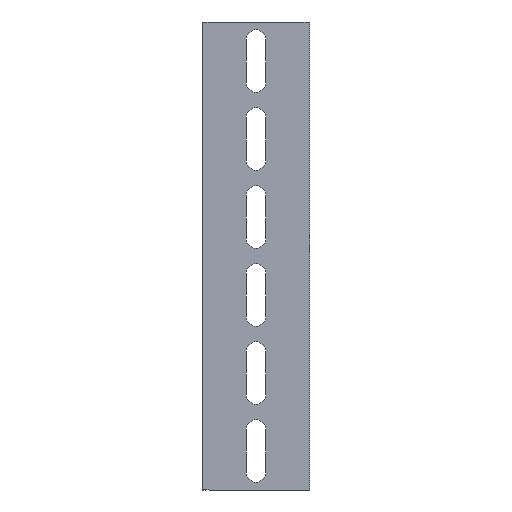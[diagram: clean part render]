
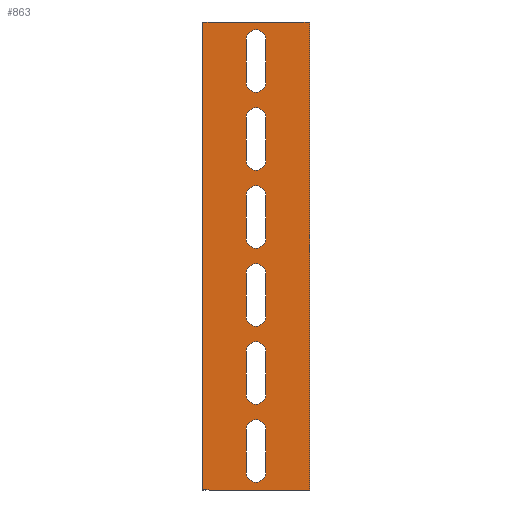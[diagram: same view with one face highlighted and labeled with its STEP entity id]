
A CAD part, front view. The second image highlights one B-rep face of the part: STEP entity #863.
In plain terms, the highlighted planar face has unit normal (0, -1, 0).
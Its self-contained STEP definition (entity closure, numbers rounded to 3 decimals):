
#26=FACE_BOUND('',#105,.T.);
#27=FACE_BOUND('',#106,.T.);
#28=FACE_BOUND('',#107,.T.);
#29=FACE_BOUND('',#108,.T.);
#30=FACE_BOUND('',#109,.T.);
#31=FACE_BOUND('',#110,.T.);
#38=CIRCLE('',#929,5.);
#39=CIRCLE('',#930,5.);
#40=CIRCLE('',#931,5.);
#41=CIRCLE('',#932,5.);
#42=CIRCLE('',#933,5.);
#43=CIRCLE('',#934,5.);
#44=CIRCLE('',#935,5.);
#45=CIRCLE('',#936,5.);
#46=CIRCLE('',#937,5.);
#47=CIRCLE('',#938,5.);
#48=CIRCLE('',#939,5.);
#49=CIRCLE('',#940,5.);
#62=FACE_OUTER_BOUND('',#104,.T.);
#104=EDGE_LOOP('',(#550,#551,#552,#553,#554,#555,#556,#557));
#105=EDGE_LOOP('',(#558,#559,#560,#561));
#106=EDGE_LOOP('',(#562,#563,#564,#565));
#107=EDGE_LOOP('',(#566,#567,#568,#569));
#108=EDGE_LOOP('',(#570,#571,#572,#573));
#109=EDGE_LOOP('',(#574,#575,#576,#577));
#110=EDGE_LOOP('',(#578,#579,#580,#581));
#158=LINE('',#1228,#254);
#159=LINE('',#1230,#255);
#160=LINE('',#1232,#256);
#161=LINE('',#1234,#257);
#162=LINE('',#1236,#258);
#163=LINE('',#1238,#259);
#164=LINE('',#1240,#260);
#165=LINE('',#1241,#261);
#166=LINE('',#1246,#262);
#167=LINE('',#1249,#263);
#168=LINE('',#1254,#264);
#169=LINE('',#1257,#265);
#170=LINE('',#1262,#266);
#171=LINE('',#1265,#267);
#172=LINE('',#1270,#268);
#173=LINE('',#1273,#269);
#174=LINE('',#1278,#270);
#175=LINE('',#1281,#271);
#176=LINE('',#1286,#272);
#177=LINE('',#1289,#273);
#254=VECTOR('',#998,10.);
#255=VECTOR('',#999,10.);
#256=VECTOR('',#1000,10.);
#257=VECTOR('',#1001,10.);
#258=VECTOR('',#1002,10.);
#259=VECTOR('',#1003,10.);
#260=VECTOR('',#1004,10.);
#261=VECTOR('',#1005,10.);
#262=VECTOR('',#1008,10.);
#263=VECTOR('',#1011,10.);
#264=VECTOR('',#1014,10.);
#265=VECTOR('',#1017,10.);
#266=VECTOR('',#1020,10.);
#267=VECTOR('',#1023,10.);
#268=VECTOR('',#1026,10.);
#269=VECTOR('',#1029,10.);
#270=VECTOR('',#1032,10.);
#271=VECTOR('',#1035,10.);
#272=VECTOR('',#1038,10.);
#273=VECTOR('',#1041,10.);
#350=VERTEX_POINT('',#1226);
#351=VERTEX_POINT('',#1227);
#352=VERTEX_POINT('',#1229);
#353=VERTEX_POINT('',#1231);
#354=VERTEX_POINT('',#1233);
#355=VERTEX_POINT('',#1235);
#356=VERTEX_POINT('',#1237);
#357=VERTEX_POINT('',#1239);
#358=VERTEX_POINT('',#1242);
#359=VERTEX_POINT('',#1243);
#360=VERTEX_POINT('',#1245);
#361=VERTEX_POINT('',#1247);
#362=VERTEX_POINT('',#1250);
#363=VERTEX_POINT('',#1251);
#364=VERTEX_POINT('',#1253);
#365=VERTEX_POINT('',#1255);
#366=VERTEX_POINT('',#1258);
#367=VERTEX_POINT('',#1259);
#368=VERTEX_POINT('',#1261);
#369=VERTEX_POINT('',#1263);
#370=VERTEX_POINT('',#1266);
#371=VERTEX_POINT('',#1267);
#372=VERTEX_POINT('',#1269);
#373=VERTEX_POINT('',#1271);
#374=VERTEX_POINT('',#1274);
#375=VERTEX_POINT('',#1275);
#376=VERTEX_POINT('',#1277);
#377=VERTEX_POINT('',#1279);
#378=VERTEX_POINT('',#1282);
#379=VERTEX_POINT('',#1283);
#380=VERTEX_POINT('',#1285);
#381=VERTEX_POINT('',#1287);
#430=EDGE_CURVE('',#350,#351,#158,.T.);
#431=EDGE_CURVE('',#350,#352,#159,.T.);
#432=EDGE_CURVE('',#353,#352,#160,.T.);
#433=EDGE_CURVE('',#354,#353,#161,.T.);
#434=EDGE_CURVE('',#355,#354,#162,.T.);
#435=EDGE_CURVE('',#355,#356,#163,.T.);
#436=EDGE_CURVE('',#357,#356,#164,.T.);
#437=EDGE_CURVE('',#351,#357,#165,.T.);
#438=EDGE_CURVE('',#358,#359,#38,.T.);
#439=EDGE_CURVE('',#359,#360,#166,.T.);
#440=EDGE_CURVE('',#360,#361,#39,.T.);
#441=EDGE_CURVE('',#361,#358,#167,.T.);
#442=EDGE_CURVE('',#362,#363,#40,.T.);
#443=EDGE_CURVE('',#363,#364,#168,.T.);
#444=EDGE_CURVE('',#364,#365,#41,.T.);
#445=EDGE_CURVE('',#365,#362,#169,.T.);
#446=EDGE_CURVE('',#366,#367,#42,.T.);
#447=EDGE_CURVE('',#367,#368,#170,.T.);
#448=EDGE_CURVE('',#368,#369,#43,.T.);
#449=EDGE_CURVE('',#369,#366,#171,.T.);
#450=EDGE_CURVE('',#370,#371,#44,.T.);
#451=EDGE_CURVE('',#371,#372,#172,.T.);
#452=EDGE_CURVE('',#372,#373,#45,.T.);
#453=EDGE_CURVE('',#373,#370,#173,.T.);
#454=EDGE_CURVE('',#374,#375,#46,.T.);
#455=EDGE_CURVE('',#375,#376,#174,.T.);
#456=EDGE_CURVE('',#376,#377,#47,.T.);
#457=EDGE_CURVE('',#377,#374,#175,.T.);
#458=EDGE_CURVE('',#378,#379,#48,.T.);
#459=EDGE_CURVE('',#379,#380,#176,.T.);
#460=EDGE_CURVE('',#380,#381,#49,.T.);
#461=EDGE_CURVE('',#381,#378,#177,.T.);
#550=ORIENTED_EDGE('',*,*,#430,.F.);
#551=ORIENTED_EDGE('',*,*,#431,.T.);
#552=ORIENTED_EDGE('',*,*,#432,.F.);
#553=ORIENTED_EDGE('',*,*,#433,.F.);
#554=ORIENTED_EDGE('',*,*,#434,.F.);
#555=ORIENTED_EDGE('',*,*,#435,.T.);
#556=ORIENTED_EDGE('',*,*,#436,.F.);
#557=ORIENTED_EDGE('',*,*,#437,.F.);
#558=ORIENTED_EDGE('',*,*,#438,.T.);
#559=ORIENTED_EDGE('',*,*,#439,.T.);
#560=ORIENTED_EDGE('',*,*,#440,.T.);
#561=ORIENTED_EDGE('',*,*,#441,.T.);
#562=ORIENTED_EDGE('',*,*,#442,.T.);
#563=ORIENTED_EDGE('',*,*,#443,.T.);
#564=ORIENTED_EDGE('',*,*,#444,.T.);
#565=ORIENTED_EDGE('',*,*,#445,.T.);
#566=ORIENTED_EDGE('',*,*,#446,.T.);
#567=ORIENTED_EDGE('',*,*,#447,.T.);
#568=ORIENTED_EDGE('',*,*,#448,.T.);
#569=ORIENTED_EDGE('',*,*,#449,.T.);
#570=ORIENTED_EDGE('',*,*,#450,.T.);
#571=ORIENTED_EDGE('',*,*,#451,.T.);
#572=ORIENTED_EDGE('',*,*,#452,.T.);
#573=ORIENTED_EDGE('',*,*,#453,.T.);
#574=ORIENTED_EDGE('',*,*,#454,.T.);
#575=ORIENTED_EDGE('',*,*,#455,.T.);
#576=ORIENTED_EDGE('',*,*,#456,.T.);
#577=ORIENTED_EDGE('',*,*,#457,.T.);
#578=ORIENTED_EDGE('',*,*,#458,.T.);
#579=ORIENTED_EDGE('',*,*,#459,.T.);
#580=ORIENTED_EDGE('',*,*,#460,.T.);
#581=ORIENTED_EDGE('',*,*,#461,.T.);
#790=PLANE('',#928);
#863=ADVANCED_FACE('',(#62,#26,#27,#28,#29,#30,#31),#790,.F.);
#928=AXIS2_PLACEMENT_3D('',#1225,#996,#997);
#929=AXIS2_PLACEMENT_3D('',#1244,#1006,#1007);
#930=AXIS2_PLACEMENT_3D('',#1248,#1009,#1010);
#931=AXIS2_PLACEMENT_3D('',#1252,#1012,#1013);
#932=AXIS2_PLACEMENT_3D('',#1256,#1015,#1016);
#933=AXIS2_PLACEMENT_3D('',#1260,#1018,#1019);
#934=AXIS2_PLACEMENT_3D('',#1264,#1021,#1022);
#935=AXIS2_PLACEMENT_3D('',#1268,#1024,#1025);
#936=AXIS2_PLACEMENT_3D('',#1272,#1027,#1028);
#937=AXIS2_PLACEMENT_3D('',#1276,#1030,#1031);
#938=AXIS2_PLACEMENT_3D('',#1280,#1033,#1034);
#939=AXIS2_PLACEMENT_3D('',#1284,#1036,#1037);
#940=AXIS2_PLACEMENT_3D('',#1288,#1039,#1040);
#996=DIRECTION('center_axis',(0.,1.,0.));
#997=DIRECTION('ref_axis',(0.,0.,1.));
#998=DIRECTION('',(-1.,0.,0.));
#999=DIRECTION('',(1.,0.,0.));
#1000=DIRECTION('',(-1.,0.,0.));
#1001=DIRECTION('',(0.,0.,-1.));
#1002=DIRECTION('',(1.,0.,0.));
#1003=DIRECTION('',(-1.,0.,0.));
#1004=DIRECTION('',(1.,0.,0.));
#1005=DIRECTION('',(0.,0.,1.));
#1006=DIRECTION('center_axis',(0.,1.,0.));
#1007=DIRECTION('ref_axis',(1.,0.,0.));
#1008=DIRECTION('',(0.,0.,1.));
#1009=DIRECTION('center_axis',(0.,1.,0.));
#1010=DIRECTION('ref_axis',(-1.,0.,0.));
#1011=DIRECTION('',(0.,0.,-1.));
#1012=DIRECTION('center_axis',(0.,1.,0.));
#1013=DIRECTION('ref_axis',(1.,0.,0.));
#1014=DIRECTION('',(0.,0.,1.));
#1015=DIRECTION('center_axis',(0.,1.,0.));
#1016=DIRECTION('ref_axis',(-1.,0.,0.));
#1017=DIRECTION('',(0.,0.,-1.));
#1018=DIRECTION('center_axis',(0.,1.,0.));
#1019=DIRECTION('ref_axis',(1.,0.,0.));
#1020=DIRECTION('',(0.,0.,1.));
#1021=DIRECTION('center_axis',(0.,1.,0.));
#1022=DIRECTION('ref_axis',(-1.,0.,0.));
#1023=DIRECTION('',(0.,0.,-1.));
#1024=DIRECTION('center_axis',(0.,1.,0.));
#1025=DIRECTION('ref_axis',(1.,0.,0.));
#1026=DIRECTION('',(0.,0.,1.));
#1027=DIRECTION('center_axis',(0.,1.,0.));
#1028=DIRECTION('ref_axis',(-1.,0.,0.));
#1029=DIRECTION('',(0.,0.,-1.));
#1030=DIRECTION('center_axis',(0.,1.,0.));
#1031=DIRECTION('ref_axis',(1.,0.,0.));
#1032=DIRECTION('',(0.,0.,1.));
#1033=DIRECTION('center_axis',(0.,1.,0.));
#1034=DIRECTION('ref_axis',(-1.,0.,0.));
#1035=DIRECTION('',(0.,0.,-1.));
#1036=DIRECTION('center_axis',(0.,1.,0.));
#1037=DIRECTION('ref_axis',(1.,0.,0.));
#1038=DIRECTION('',(0.,0.,1.));
#1039=DIRECTION('center_axis',(0.,1.,0.));
#1040=DIRECTION('ref_axis',(-1.,0.,0.));
#1041=DIRECTION('',(0.,0.,-1.));
#1225=CARTESIAN_POINT('Origin',(-54.603,0.,-120.));
#1226=CARTESIAN_POINT('',(-78.565,0.,-240.));
#1227=CARTESIAN_POINT('',(-82.065,0.,-240.));
#1228=CARTESIAN_POINT('',(-42.622,0.,-240.));
#1229=CARTESIAN_POINT('',(-30.641,0.,-240.));
#1230=CARTESIAN_POINT('',(-109.206,0.,-240.));
#1231=CARTESIAN_POINT('',(-27.141,0.,-240.));
#1232=CARTESIAN_POINT('',(-42.622,0.,-240.));
#1233=CARTESIAN_POINT('',(-27.141,0.,0.));
#1234=CARTESIAN_POINT('',(-27.141,0.,-120.));
#1235=CARTESIAN_POINT('',(-30.641,0.,0.));
#1236=CARTESIAN_POINT('',(-39.497,0.,0.));
#1237=CARTESIAN_POINT('',(-78.565,0.,0.));
#1238=CARTESIAN_POINT('',(0.,0.,0.));
#1239=CARTESIAN_POINT('',(-82.065,0.,0.));
#1240=CARTESIAN_POINT('',(-39.497,0.,0.));
#1241=CARTESIAN_POINT('',(-82.065,0.,-120.));
#1242=CARTESIAN_POINT('',(-49.603,0.,-231.));
#1243=CARTESIAN_POINT('',(-59.603,0.,-231.));
#1244=CARTESIAN_POINT('Origin',(-54.603,0.,-231.));
#1245=CARTESIAN_POINT('',(-59.603,0.,-209.));
#1246=CARTESIAN_POINT('',(-59.603,0.,-164.5));
#1247=CARTESIAN_POINT('',(-49.603,0.,-209.));
#1248=CARTESIAN_POINT('Origin',(-54.603,0.,-209.));
#1249=CARTESIAN_POINT('',(-49.603,0.,-175.5));
#1250=CARTESIAN_POINT('',(-49.603,0.,-151.));
#1251=CARTESIAN_POINT('',(-59.603,0.,-151.));
#1252=CARTESIAN_POINT('Origin',(-54.603,0.,-151.));
#1253=CARTESIAN_POINT('',(-59.603,0.,-129.));
#1254=CARTESIAN_POINT('',(-59.603,0.,-124.5));
#1255=CARTESIAN_POINT('',(-49.603,0.,-129.));
#1256=CARTESIAN_POINT('Origin',(-54.603,0.,-129.));
#1257=CARTESIAN_POINT('',(-49.603,0.,-135.5));
#1258=CARTESIAN_POINT('',(-49.603,0.,-71.));
#1259=CARTESIAN_POINT('',(-59.603,0.,-71.));
#1260=CARTESIAN_POINT('Origin',(-54.603,0.,-71.));
#1261=CARTESIAN_POINT('',(-59.603,0.,-49.));
#1262=CARTESIAN_POINT('',(-59.603,0.,-84.5));
#1263=CARTESIAN_POINT('',(-49.603,0.,-49.));
#1264=CARTESIAN_POINT('Origin',(-54.603,0.,-49.));
#1265=CARTESIAN_POINT('',(-49.603,0.,-95.5));
#1266=CARTESIAN_POINT('',(-49.603,0.,-31.));
#1267=CARTESIAN_POINT('',(-59.603,0.,-31.));
#1268=CARTESIAN_POINT('Origin',(-54.603,0.,-31.));
#1269=CARTESIAN_POINT('',(-59.603,0.,-9.));
#1270=CARTESIAN_POINT('',(-59.603,0.,-64.5));
#1271=CARTESIAN_POINT('',(-49.603,0.,-9.));
#1272=CARTESIAN_POINT('Origin',(-54.603,0.,-9.));
#1273=CARTESIAN_POINT('',(-49.603,0.,-75.5));
#1274=CARTESIAN_POINT('',(-49.603,0.,-111.));
#1275=CARTESIAN_POINT('',(-59.603,0.,-111.));
#1276=CARTESIAN_POINT('Origin',(-54.603,0.,-111.));
#1277=CARTESIAN_POINT('',(-59.603,0.,-89.));
#1278=CARTESIAN_POINT('',(-59.603,0.,-104.5));
#1279=CARTESIAN_POINT('',(-49.603,0.,-89.));
#1280=CARTESIAN_POINT('Origin',(-54.603,0.,-89.));
#1281=CARTESIAN_POINT('',(-49.603,0.,-115.5));
#1282=CARTESIAN_POINT('',(-49.603,0.,-191.));
#1283=CARTESIAN_POINT('',(-59.603,0.,-191.));
#1284=CARTESIAN_POINT('Origin',(-54.603,0.,-191.));
#1285=CARTESIAN_POINT('',(-59.603,0.,-169.));
#1286=CARTESIAN_POINT('',(-59.603,0.,-144.5));
#1287=CARTESIAN_POINT('',(-49.603,0.,-169.));
#1288=CARTESIAN_POINT('Origin',(-54.603,0.,-169.));
#1289=CARTESIAN_POINT('',(-49.603,0.,-155.5));
